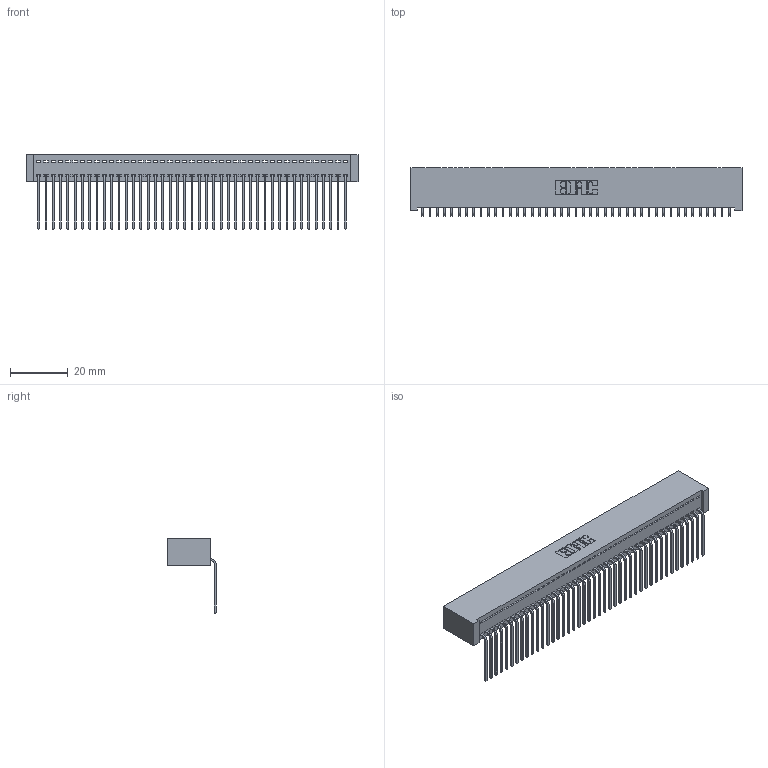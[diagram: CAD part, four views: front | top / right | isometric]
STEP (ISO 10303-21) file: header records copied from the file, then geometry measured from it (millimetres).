
FILE_DESCRIPTION (( 'STEP AP203' ), '1' );
FILE_NAME ('342-043-559-101.STEP', '2019-10-02T18:45:08', ( '' ), ( '' ), 'SwSTEP 2.0', 'SolidWorks 2016', '' );
FILE_SCHEMA (( 'CONFIG_CONTROL_DESIGN' ));
Length unit declared in the file: inch
Products named in the file (3): 342 Part_Lugless; 345-292-001_558 559 Tail - 1; 342-043-559-101
Assembly tree (44 placements, depth 2):
  342-043-559-101
    342 Part_Lugless
    345-292-001_558 559 Tail - 1  x43
Bounding box: 115.47 x 16.83 x 25.78 mm (x, y, z)
Volume: 10680.2 mm3; surface area: 16839 mm2
Topology: 44 solids, 44 shells, 2682 faces, 8101 edges, 5342 vertices
Faces by surface type: plane 1954, cylinder 728
Entity records: 25833 total; most frequent: CARTESIAN_POINT 4463, ORIENTED_EDGE 4442, DIRECTION 3755, EDGE_CURVE 2221, VECTOR 2101, LINE 2101, VERTEX_POINT 1478, AXIS2_PLACEMENT_3D 827
